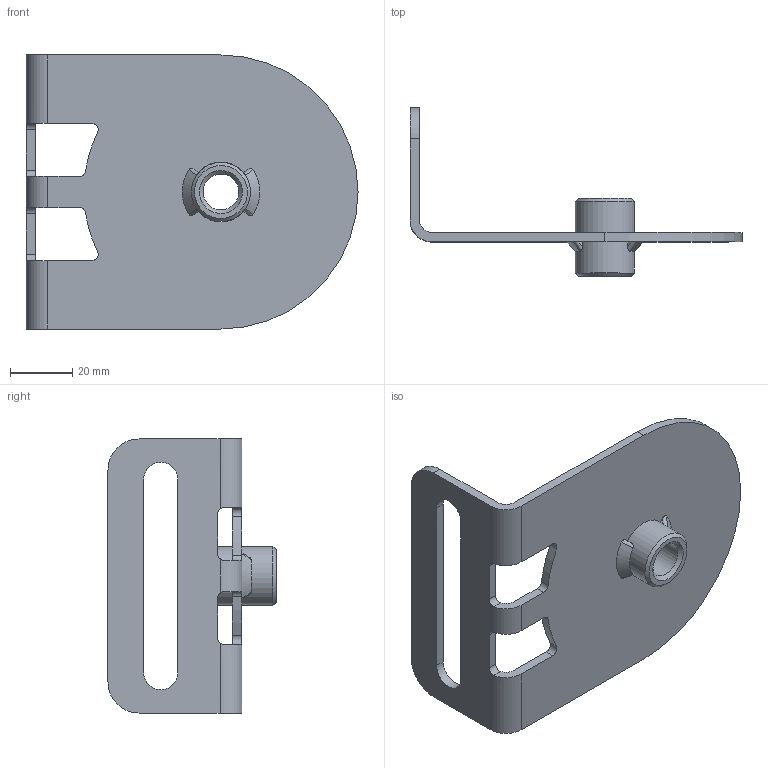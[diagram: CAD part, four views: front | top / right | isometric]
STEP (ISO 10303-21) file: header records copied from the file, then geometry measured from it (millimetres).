
FILE_DESCRIPTION(/* description */ (''),/* implementation_level */ '2;1');
FILE_NAME(/* name */ 'Montagehalterung_STAR_Standard_Duty_1fach_G1_4i_Edelstahl_109663_Rev_B.stp',/* time_stamp */ '2016-06-06T11:11:53+02:00',/* author */ ('002210'),/* organization */ (''),/* preprocessor_version */ 'ST-DEVELOPER v16.1',/* originating_system */ 'Autodesk Inventor 2016',/* authorisation */ '');
FILE_SCHEMA (('AUTOMOTIVE_DESIGN { 1 0 10303 214 3 1 1 }'));
Length unit declared in the file: millimetre
Products named in the file (4): anmha06b; Hülse G1_4; Schweißnaht; anmha06b_1
Assembly tree (3 placements, depth 2):
  anmha06b_1
    anmha06b
    Hülse G1_4
    Schweißnaht
Bounding box: 106.6 x 54 x 88 mm (x, y, z)
Volume: 34433.3 mm3; surface area: 25256.7 mm2
Topology: 4 solids, 4 shells, 59 faces, 163 edges, 108 vertices
Faces by surface type: cylinder 26, plane 23, cone 6, bspline 4
Full cylindrical faces by diameter (mm): 11.445 x1, 19 x1, 19.2 x1
Entity records: 2126 total; most frequent: CARTESIAN_POINT 554, DIRECTION 312, ORIENTED_EDGE 308, EDGE_CURVE 154, AXIS2_PLACEMENT_3D 120, VERTEX_POINT 106, EDGE_LOOP 72, LINE 72
